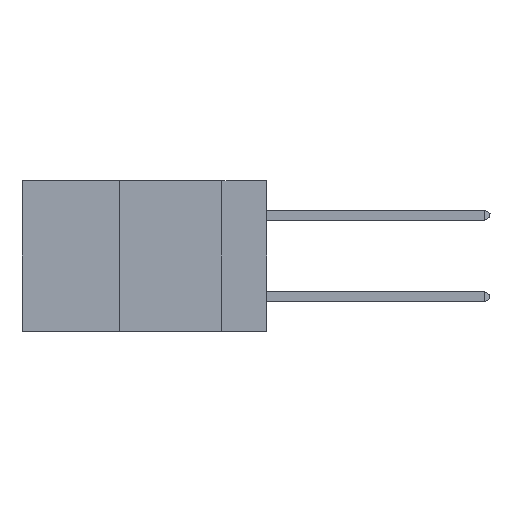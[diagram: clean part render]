
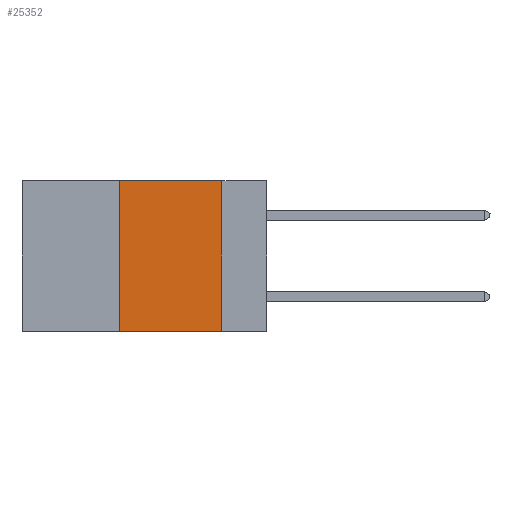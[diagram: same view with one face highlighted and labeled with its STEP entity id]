
A CAD part, left-side view. The second image highlights one B-rep face of the part: STEP entity #25352.
In plain terms, the highlighted planar face has unit normal (-1, 0, 0).
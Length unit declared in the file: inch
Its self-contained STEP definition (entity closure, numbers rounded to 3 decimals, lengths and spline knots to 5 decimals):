
#61 = VERTEX_POINT ( 'NONE', #27916 ) ;
#110 = DIRECTION ( 'NONE',  ( 0., 0., -1. ) ) ;
#402 = VECTOR ( 'NONE', #20410, 39.37008 ) ;
#2223 = CARTESIAN_POINT ( 'NONE',  ( 0., 0.6, 0. ) ) ;
#2550 = DIRECTION ( 'NONE',  ( 0., 0., -1. ) ) ;
#3296 = CARTESIAN_POINT ( 'NONE',  ( 0., 0.36, 0. ) ) ;
#5789 = CARTESIAN_POINT ( 'NONE',  ( 0., 0.6, 0. ) ) ;
#7110 = VERTEX_POINT ( 'NONE', #19607 ) ;
#9758 = CARTESIAN_POINT ( 'NONE',  ( 0., 0.36, -0.37 ) ) ;
#12052 = EDGE_CURVE ( 'NONE', #41162, #61, #24494, .T. ) ;
#12486 = PLANE ( 'NONE',  #32776 ) ;
#13099 = EDGE_CURVE ( 'NONE', #61, #7110, #23018, .T. ) ;
#13924 = LINE ( 'NONE', #16754, #402 ) ;
#15280 = VECTOR ( 'NONE', #31398, 39.37008 ) ;
#16541 = CARTESIAN_POINT ( 'NONE',  ( 0., 0.11, 0. ) ) ;
#16754 = CARTESIAN_POINT ( 'NONE',  ( 0., 0.6, -0.37 ) ) ;
#17346 = EDGE_LOOP ( 'NONE', ( #23815, #22303, #24761, #23422 ) ) ;
#18977 = DIRECTION ( 'NONE',  ( 1., 0., 0. ) ) ;
#19607 = CARTESIAN_POINT ( 'NONE',  ( 0., 0.11, -0.37 ) ) ;
#20410 = DIRECTION ( 'NONE',  ( 0., -1., 0. ) ) ;
#20564 = DIRECTION ( 'NONE',  ( 0., 0., 1. ) ) ;
#22303 = ORIENTED_EDGE ( 'NONE', *, *, #12052, .F. ) ;
#23018 = LINE ( 'NONE', #16541, #33278 ) ;
#23422 = ORIENTED_EDGE ( 'NONE', *, *, #25944, .T. ) ;
#23815 = ORIENTED_EDGE ( 'NONE', *, *, #13099, .F. ) ;
#24494 = LINE ( 'NONE', #2223, #15280 ) ;
#24761 = ORIENTED_EDGE ( 'NONE', *, *, #26349, .F. ) ;
#24909 = VERTEX_POINT ( 'NONE', #9758 ) ;
#25352 = ADVANCED_FACE ( 'NONE', ( #39676 ), #12486, .F. ) ;
#25944 = EDGE_CURVE ( 'NONE', #24909, #7110, #13924, .T. ) ;
#26349 = EDGE_CURVE ( 'NONE', #24909, #41162, #39787, .T. ) ;
#27916 = CARTESIAN_POINT ( 'NONE',  ( 0., 0.11, 0. ) ) ;
#30763 = VECTOR ( 'NONE', #20564, 39.37008 ) ;
#31398 = DIRECTION ( 'NONE',  ( 0., -1., 0. ) ) ;
#32776 = AXIS2_PLACEMENT_3D ( 'NONE', #5789, #18977, #2550 ) ;
#33278 = VECTOR ( 'NONE', #110, 39.37008 ) ;
#39676 = FACE_OUTER_BOUND ( 'NONE', #17346, .T. ) ;
#39787 = LINE ( 'NONE', #3296, #30763 ) ;
#40343 = CARTESIAN_POINT ( 'NONE',  ( 0., 0.36, 0. ) ) ;
#41162 = VERTEX_POINT ( 'NONE', #40343 ) ;
